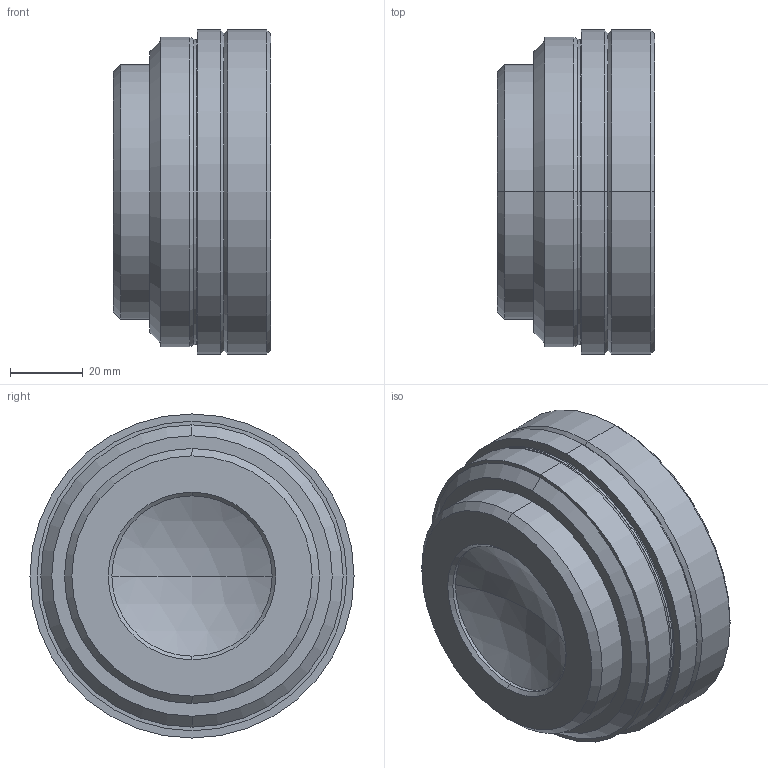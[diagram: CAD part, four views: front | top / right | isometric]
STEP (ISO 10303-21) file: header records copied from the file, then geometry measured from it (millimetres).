
FILE_DESCRIPTION (( 'STEP AP203' ), '1' );
FILE_NAME ('S4LFT0253_126_02.STEP', '2014-01-09T08:42:28', ( 'poweredge' ), ( 'Hewlett-Packard Company' ), 'SwSTEP 2.0', 'SolidWorks 2013', '' );
FILE_SCHEMA (( 'CONFIG_CONTROL_DESIGN' ));
Length unit declared in the file: millimetre
Products named in the file (1): S4LFT0253_126_02
Bounding box: 43.13 x 89 x 89 mm (x, y, z)
Surface area: 26879.4 mm2 (no closed solid volume)
Topology: 0 solids, 4 shells, 45 faces, 94 edges, 59 vertices
Faces by surface type: cone 16, cylinder 14, plane 9, torus 4, sphere 2
Entity records: 1292 total; most frequent: DIRECTION 250, CARTESIAN_POINT 199, ORIENTED_EDGE 176, AXIS2_PLACEMENT_3D 110, EDGE_CURVE 94, CIRCLE 64, VERTEX_POINT 59, EDGE_LOOP 53
